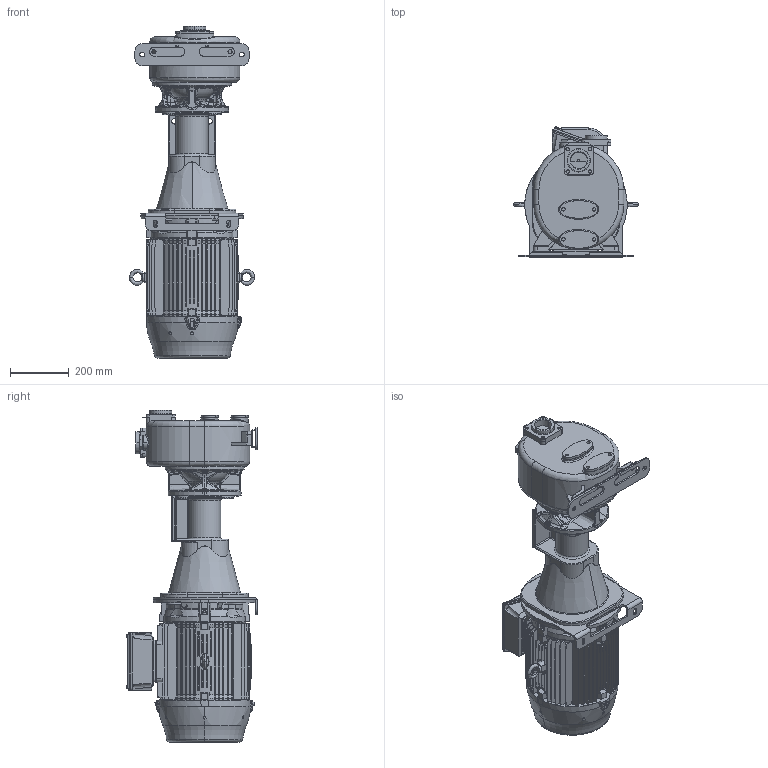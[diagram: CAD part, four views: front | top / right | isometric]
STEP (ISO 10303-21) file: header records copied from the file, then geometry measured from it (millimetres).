
FILE_DESCRIPTION((''),'2;1');
FILE_NAME('S_68_BBT','2022-04-04T13:20:53',('Nicola'),(''),'CREO PARAMETRIC BY PTC INC, 2020354','CREO PARAMETRIC BY PTC INC, 2020354','');
FILE_SCHEMA(('CONFIG_CONTROL_DESIGN'));
Products named in the file (1): S_68_BBT
Bounding box: 427.68 x 446.26 x 1134.75 mm (x, y, z)
Volume: 63386411.7 mm3; surface area: 2261844.4 mm2
Topology: 3 solids, 3 shells, 2968 faces, 7765 edges, 4914 vertices
Faces by surface type: plane 1005, cylinder 758, bspline 682, cone 369, torus 104, sphere 22, extrusion 16, revolution 12
Entity records: 157689 total; most frequent: CARTESIAN_POINT 90151, ORIENTED_EDGE 15494, DIRECTION 12231, EDGE_CURVE 7747, VERTEX_POINT 4914, AXIS2_PLACEMENT_3D 4680, EDGE_LOOP 3149, FACE_OUTER_BOUND 2968
